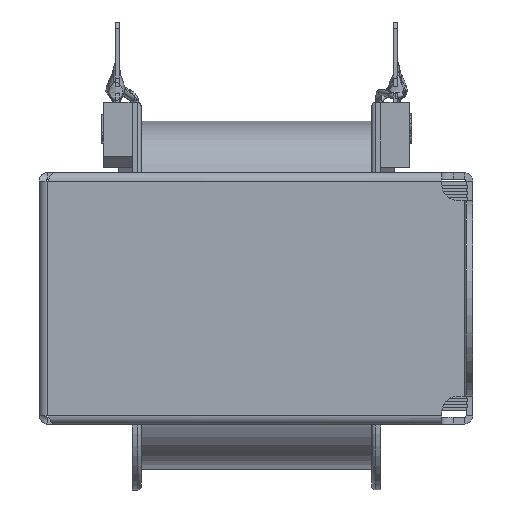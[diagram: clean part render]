
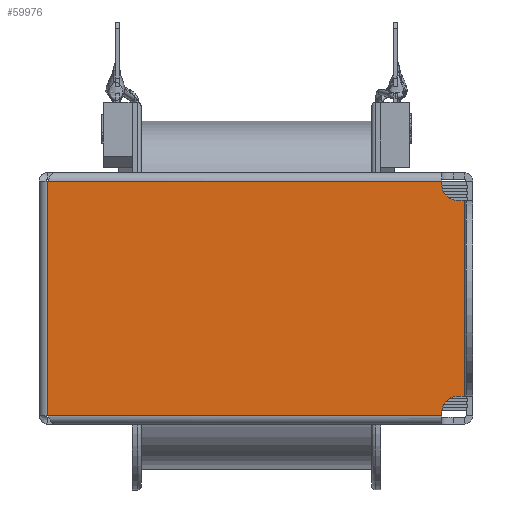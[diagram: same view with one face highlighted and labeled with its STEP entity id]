
A CAD part, left-side view. The second image highlights one B-rep face of the part: STEP entity #59976.
In plain terms, the highlighted planar face has unit normal (-1, 0, 0).
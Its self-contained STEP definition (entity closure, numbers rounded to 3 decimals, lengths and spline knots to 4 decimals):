
#4139=PLANE('',#63869);
#7183=FACE_OUTER_BOUND('',#10755,.T.);
#10755=EDGE_LOOP('',(#55500,#55501,#55502,#55503,#55504,#55505,#55506,#55507,
#55508,#55509));
#17738=LINE('',#98319,#24690);
#17741=LINE('',#98331,#24693);
#17770=LINE('',#98488,#24722);
#17771=LINE('',#98491,#24723);
#17784=LINE('',#98523,#24736);
#17819=LINE('',#98750,#24771);
#17829=LINE('',#98827,#24781);
#17853=LINE('',#98998,#24805);
#24690=VECTOR('',#77763,0.3937);
#24693=VECTOR('',#77774,0.3937);
#24722=VECTOR('',#77869,0.3937);
#24723=VECTOR('',#77872,0.3937);
#24736=VECTOR('',#77909,0.3937);
#24771=VECTOR('',#77992,0.3937);
#24781=VECTOR('',#78016,0.3937);
#24805=VECTOR('',#78090,0.3937);
#25471=CIRCLE('',#63759,0.07);
#25474=CIRCLE('',#63764,0.07);
#30864=VERTEX_POINT('',#98305);
#30865=VERTEX_POINT('',#98307);
#30869=VERTEX_POINT('',#98317);
#30870=VERTEX_POINT('',#98321);
#30871=VERTEX_POINT('',#98322);
#30874=VERTEX_POINT('',#98330);
#30913=VERTEX_POINT('',#98486);
#30914=VERTEX_POINT('',#98490);
#30947=VERTEX_POINT('',#98742);
#30952=VERTEX_POINT('',#98826);
#39020=EDGE_CURVE('',#30864,#30865,#25471,.T.);
#39026=EDGE_CURVE('',#30864,#30869,#17738,.T.);
#39027=EDGE_CURVE('',#30870,#30871,#25474,.T.);
#39031=EDGE_CURVE('',#30874,#30871,#17741,.T.);
#39088=EDGE_CURVE('',#30870,#30913,#17770,.T.);
#39089=EDGE_CURVE('',#30914,#30865,#17771,.T.);
#39108=EDGE_CURVE('',#30913,#30914,#17784,.T.);
#39156=EDGE_CURVE('',#30869,#30947,#17819,.T.);
#39169=EDGE_CURVE('',#30952,#30874,#17829,.T.);
#39209=EDGE_CURVE('',#30947,#30952,#17853,.T.);
#55500=ORIENTED_EDGE('',*,*,#39031,.T.);
#55501=ORIENTED_EDGE('',*,*,#39027,.F.);
#55502=ORIENTED_EDGE('',*,*,#39088,.T.);
#55503=ORIENTED_EDGE('',*,*,#39108,.T.);
#55504=ORIENTED_EDGE('',*,*,#39089,.T.);
#55505=ORIENTED_EDGE('',*,*,#39020,.F.);
#55506=ORIENTED_EDGE('',*,*,#39026,.T.);
#55507=ORIENTED_EDGE('',*,*,#39156,.T.);
#55508=ORIENTED_EDGE('',*,*,#39209,.T.);
#55509=ORIENTED_EDGE('',*,*,#39169,.T.);
#59976=ADVANCED_FACE('',(#7183),#4139,.T.);
#63759=AXIS2_PLACEMENT_3D('',#98308,#77752,#77753);
#63764=AXIS2_PLACEMENT_3D('',#98323,#77766,#77767);
#63869=AXIS2_PLACEMENT_3D('',#98999,#78091,#78092);
#77752=DIRECTION('center_axis',(-1.,0.,0.));
#77753=DIRECTION('ref_axis',(0.,0.707,-0.707));
#77763=DIRECTION('',(0.,0.,1.));
#77766=DIRECTION('center_axis',(-1.,0.,0.));
#77767=DIRECTION('ref_axis',(0.,0.707,0.707));
#77774=DIRECTION('',(0.,0.,1.));
#77869=DIRECTION('',(0.,-1.,0.));
#77872=DIRECTION('',(0.,1.,0.));
#77909=DIRECTION('',(0.,0.,1.));
#77992=DIRECTION('',(0.,1.,0.));
#78016=DIRECTION('',(0.,-1.,0.));
#78090=DIRECTION('',(0.,0.,-1.));
#78091=DIRECTION('center_axis',(-1.,0.,0.));
#78092=DIRECTION('ref_axis',(0.,0.,1.));
#98305=CARTESIAN_POINT('',(-1.1627,-1.7672,0.5075));
#98307=CARTESIAN_POINT('',(-1.1627,-1.8372,0.4375));
#98308=CARTESIAN_POINT('Origin',(-1.1627,-1.8372,0.5075));
#98317=CARTESIAN_POINT('',(-1.1627,-1.7672,0.5234));
#98319=CARTESIAN_POINT('',(-1.1627,-1.7672,0.0007));
#98321=CARTESIAN_POINT('',(-1.1627,-1.8372,-0.4375));
#98322=CARTESIAN_POINT('',(-1.1627,-1.7672,-0.5075));
#98323=CARTESIAN_POINT('Origin',(-1.1627,-1.8372,-0.5075));
#98330=CARTESIAN_POINT('',(-1.1627,-1.7672,-0.5234));
#98331=CARTESIAN_POINT('',(-1.1627,-1.7672,0.0007));
#98486=CARTESIAN_POINT('',(-1.1627,-1.8672,-0.4375));
#98488=CARTESIAN_POINT('',(-1.1627,-1.415,-0.4375));
#98490=CARTESIAN_POINT('',(-1.1627,-1.8672,0.4375));
#98491=CARTESIAN_POINT('',(-1.1627,-1.415,0.4375));
#98523=CARTESIAN_POINT('',(-1.1627,-1.8672,-0.2617));
#98742=CARTESIAN_POINT('',(-1.1627,-0.0078,0.5234));
#98750=CARTESIAN_POINT('',(-1.1627,-0.4665,0.5234));
#98826=CARTESIAN_POINT('',(-1.1627,-0.0078,-0.5234));
#98827=CARTESIAN_POINT('',(-1.1627,-1.4001,-0.5234));
#98998=CARTESIAN_POINT('',(-1.1627,-0.0078,0.));
#98999=CARTESIAN_POINT('Origin',(-1.1627,-0.9252,0.));
